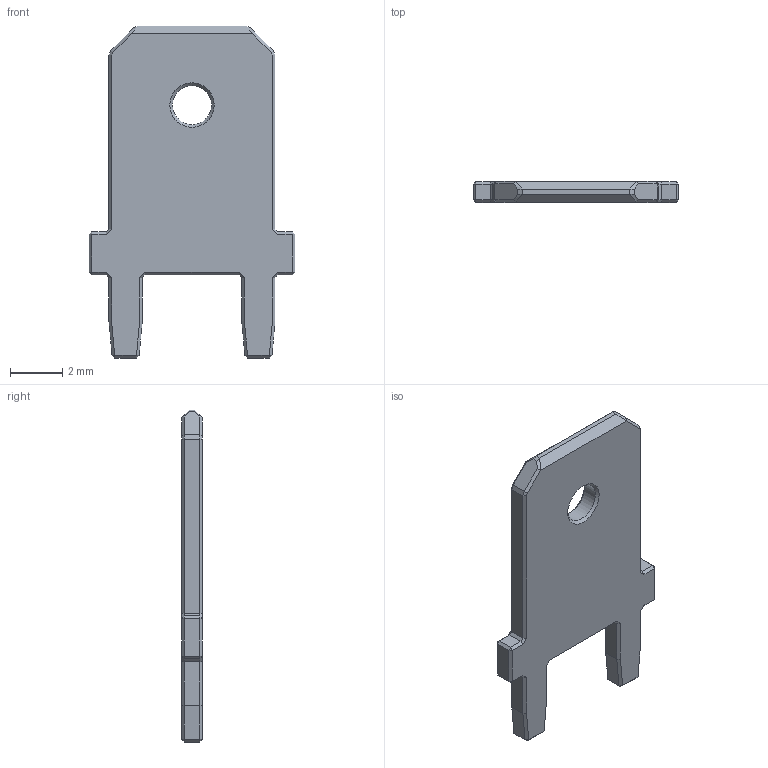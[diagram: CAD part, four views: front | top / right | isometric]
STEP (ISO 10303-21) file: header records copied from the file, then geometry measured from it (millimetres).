
FILE_DESCRIPTION(('FreeCAD Model'),'2;1');
FILE_NAME('FASTON_PCB_tab.step', '2019-07-01T17:41:36',('kicad StepUp'),('ksu MCAD'), 'Open CASCADE STEP processor 7.3','FreeCAD','Unknown');
FILE_SCHEMA(('AUTOMOTIVE_DESIGN { 1 0 10303 214 1 1 1 1 }'));
Length unit declared in the file: millimetre
Products named in the file (1): FASTON_PCB_tab
Bounding box: 7.87 x 0.8 x 12.7 mm (x, y, z)
Volume: 53.5 mm3; surface area: 168.6 mm2
Topology: 1 solids, 1 shells, 125 faces, 271 edges, 148 vertices
Faces by surface type: plane 118, bspline 4, cone 2, cylinder 1
Full cylindrical faces by diameter (mm): 1.5 x1
Entity records: 4080 total; most frequent: CARTESIAN_POINT 573, ORIENTED_EDGE 542, DIRECTION 503, EDGE_CURVE 271, LINE 251, VECTOR 251, VERTEX_POINT 148, FACE_BOUND 127
